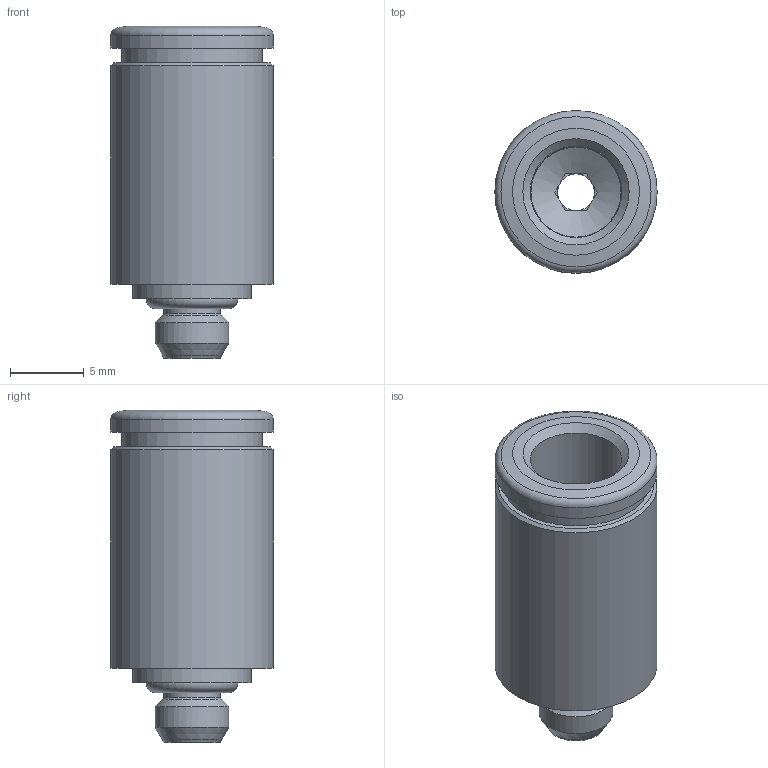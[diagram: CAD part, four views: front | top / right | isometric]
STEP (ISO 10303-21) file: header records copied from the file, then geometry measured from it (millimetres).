
FILE_DESCRIPTION(( 'MX.12.06.M5.STP' ), '1');
FILE_NAME( 'MX.12.06.M5.STP', '2018-10-05T13:51:53',( 'Sopra'),('sopra-pneumatic.com'), 'SwSTEP 2.0','SolidWorks 2009','' );
FILE_SCHEMA (('AUTOMOTIVE_DESIGN { 1 0 10303 214 1 1 1 1 }'));
Length unit declared in the file: millimetre
Products named in the file (5): Root; DR6-1_NEU; OR 4X1.2; R200100-N_IPSO_01_6_M5
Assembly tree (4 placements, depth 3):
  Root
    DR6-1_NEU
    OR 4X1.2
    R200100-N_IPSO_01_6_M5
      (unnamed)
Bounding box: 11 x 11 x 22.5 mm (x, y, z)
Volume: 1051.3 mm3; surface area: 1859.8 mm2
Topology: 4 solids, 4 shells, 53 faces, 108 edges, 64 vertices
Faces by surface type: plane 21, cylinder 14, cone 14, torus 4
Full cylindrical faces by diameter (mm): 2.5 x1, 3.8 x1, 4.019 x2, 5 x1, 6.1 x1, 6.2 x1, 8 x1, 8.3 x1, 9 x1, 9.5 x1, 9.6 x1, 11 x2
Entity records: 1966 total; most frequent: DIRECTION 242, CARTESIAN_POINT 187, PRESENTATION_STYLE_ASSIGNMENT 142, COLOUR_RGB 140, DRAUGHTING_PRE_DEFINED_CURVE_FONT 138, CURVE_STYLE 138, OVER_RIDING_STYLED_ITEM 138, ORIENTED_EDGE 138
